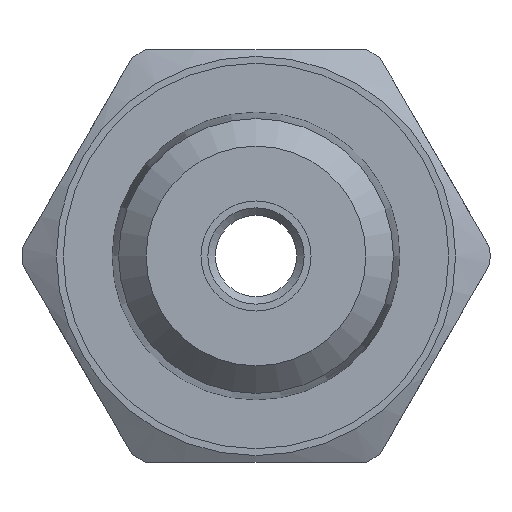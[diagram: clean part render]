
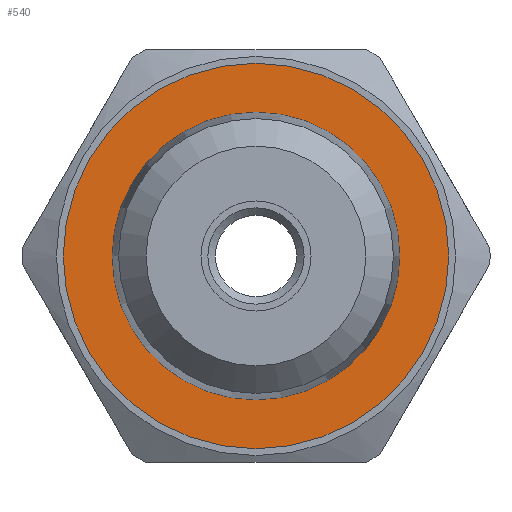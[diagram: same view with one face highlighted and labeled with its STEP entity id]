
A CAD part, front view. The second image highlights one B-rep face of the part: STEP entity #540.
In plain terms, the highlighted planar face has unit normal (0, -1, 0).
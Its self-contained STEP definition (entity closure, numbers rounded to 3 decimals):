
#540 = ADVANCED_FACE( 'NONE', ( #1139, #1140 ), #1141, .T. );
#1139 = FACE_OUTER_BOUND( '', #3472, .T. );
#1140 = FACE_BOUND( '', #3473, .T. );
#1141 = PLANE( '', #3474 );
#3472 = EDGE_LOOP( '', ( #5280 ) );
#3473 = EDGE_LOOP( '', ( #5281 ) );
#3474 = AXIS2_PLACEMENT_3D( '', #5282, #5283, #5284 );
#5280 = ORIENTED_EDGE( '', *, *, #5799, .T. );
#5281 = ORIENTED_EDGE( '', *, *, #6147, .T. );
#5282 = CARTESIAN_POINT( '', ( 7., 8.5, 0. ) );
#5283 = DIRECTION( '', ( 0., -1., 0. ) );
#5284 = DIRECTION( '', ( 0., 0., -1. ) );
#5799 = EDGE_CURVE( 'NONE', #6689, #6689, #6690, .T. );
#6147 = EDGE_CURVE( 'NONE', #7172, #7172, #7173, .T. );
#6689 = VERTEX_POINT( '', #8885 );
#6690 = CIRCLE( '', #8886, 7. );
#7172 = VERTEX_POINT( '', #10609 );
#7173 = CIRCLE( '', #10610, 5.225 );
#8885 = CARTESIAN_POINT( '', ( 0., 8.5, -7. ) );
#8886 = AXIS2_PLACEMENT_3D( '', #10866, #10867, #10868 );
#10609 = CARTESIAN_POINT( '', ( -5.225, 8.5, 0. ) );
#10610 = AXIS2_PLACEMENT_3D( '', #11081, #11082, #11083 );
#10866 = CARTESIAN_POINT( '', ( 0., 8.5, 0. ) );
#10867 = DIRECTION( '', ( 0., -1., 0. ) );
#10868 = DIRECTION( '', ( 0., 0., -1. ) );
#11081 = CARTESIAN_POINT( '', ( 0., 8.5, 0. ) );
#11082 = DIRECTION( '', ( 0., 1., 0. ) );
#11083 = DIRECTION( '', ( -1., 0., 0. ) );
